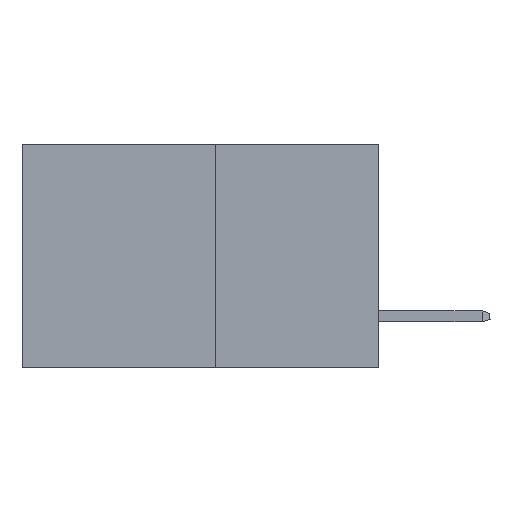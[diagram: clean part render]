
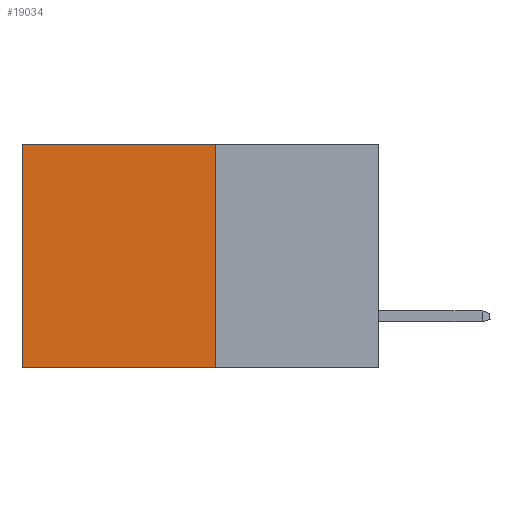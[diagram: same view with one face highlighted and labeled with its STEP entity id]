
A CAD part, left-side view. The second image highlights one B-rep face of the part: STEP entity #19034.
In plain terms, the highlighted planar face has unit normal (-1, 0, 0).
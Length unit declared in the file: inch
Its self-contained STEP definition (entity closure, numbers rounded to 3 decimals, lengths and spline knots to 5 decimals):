
#524 = VERTEX_POINT ( 'NONE', #24650 ) ;
#1915 = VECTOR ( 'NONE', #31103, 39.37008 ) ;
#3147 = CARTESIAN_POINT ( 'NONE',  ( 0.277, 0.27, -0.37 ) ) ;
#4406 = EDGE_LOOP ( 'NONE', ( #13513, #20200, #11425, #12898 ) ) ;
#7808 = CARTESIAN_POINT ( 'NONE',  ( 0.277, 0.27, -0.37 ) ) ;
#9650 = AXIS2_PLACEMENT_3D ( 'NONE', #26237, #13450, #31262 ) ;
#9789 = CARTESIAN_POINT ( 'NONE',  ( 0.277, 0.59, -0.37 ) ) ;
#10877 = PLANE ( 'NONE',  #9650 ) ;
#11425 = ORIENTED_EDGE ( 'NONE', *, *, #25075, .F. ) ;
#12324 = DIRECTION ( 'NONE',  ( 0., 0., -1. ) ) ;
#12898 = ORIENTED_EDGE ( 'NONE', *, *, #22378, .T. ) ;
#13215 = CARTESIAN_POINT ( 'NONE',  ( 0.277, 0.27, 0. ) ) ;
#13242 = VECTOR ( 'NONE', #29105, 39.37008 ) ;
#13450 = DIRECTION ( 'NONE',  ( 1., 0., 0. ) ) ;
#13513 = ORIENTED_EDGE ( 'NONE', *, *, #20640, .T. ) ;
#17695 = EDGE_CURVE ( 'NONE', #27190, #24824, #27976, .T. ) ;
#19034 = ADVANCED_FACE ( 'NONE', ( #24772 ), #10877, .F. ) ;
#20165 = CARTESIAN_POINT ( 'NONE',  ( 0.277, 0.59, -0.37 ) ) ;
#20200 = ORIENTED_EDGE ( 'NONE', *, *, #17695, .F. ) ;
#20228 = VECTOR ( 'NONE', #12324, 39.37008 ) ;
#20640 = EDGE_CURVE ( 'NONE', #524, #24824, #27763, .T. ) ;
#20881 = VERTEX_POINT ( 'NONE', #13215 ) ;
#22378 = EDGE_CURVE ( 'NONE', #20881, #524, #27637, .T. ) ;
#24650 = CARTESIAN_POINT ( 'NONE',  ( 0.277, 0.59, 0. ) ) ;
#24772 = FACE_OUTER_BOUND ( 'NONE', #4406, .T. ) ;
#24824 = VERTEX_POINT ( 'NONE', #20165 ) ;
#25075 = EDGE_CURVE ( 'NONE', #20881, #27190, #28276, .T. ) ;
#25741 = DIRECTION ( 'NONE',  ( 0., 1., 0. ) ) ;
#26237 = CARTESIAN_POINT ( 'NONE',  ( 0.277, 0.27, -0.37 ) ) ;
#26600 = CARTESIAN_POINT ( 'NONE',  ( 0.277, 0.27, 0. ) ) ;
#27185 = VECTOR ( 'NONE', #25741, 39.37008 ) ;
#27190 = VERTEX_POINT ( 'NONE', #28746 ) ;
#27637 = LINE ( 'NONE', #26600, #13242 ) ;
#27763 = LINE ( 'NONE', #9789, #20228 ) ;
#27976 = LINE ( 'NONE', #7808, #27185 ) ;
#28276 = LINE ( 'NONE', #3147, #1915 ) ;
#28746 = CARTESIAN_POINT ( 'NONE',  ( 0.277, 0.27, -0.37 ) ) ;
#29105 = DIRECTION ( 'NONE',  ( 0., 1., 0. ) ) ;
#31103 = DIRECTION ( 'NONE',  ( 0., 0., -1. ) ) ;
#31262 = DIRECTION ( 'NONE',  ( 0., 0., -1. ) ) ;
